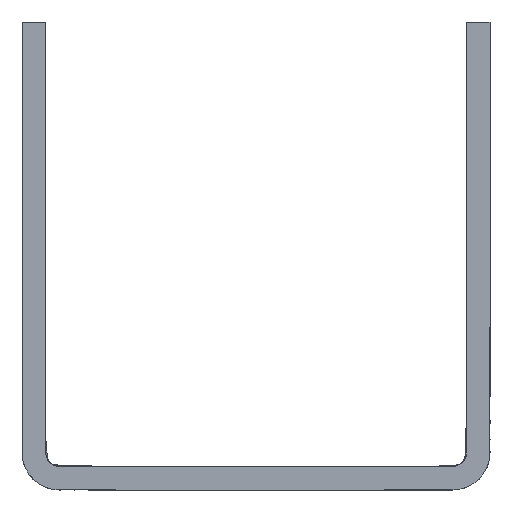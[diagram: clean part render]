
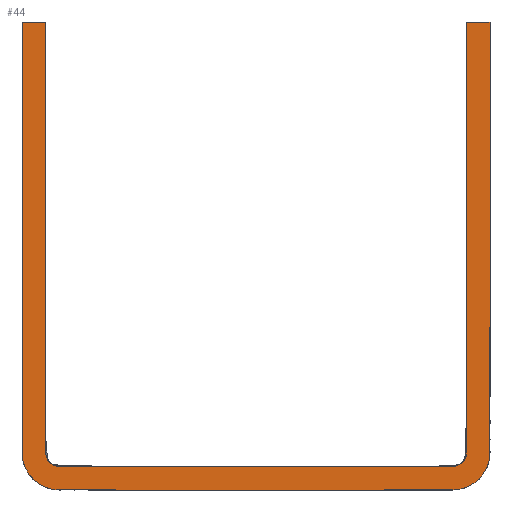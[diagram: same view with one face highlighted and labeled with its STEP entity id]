
A CAD part, front view. The second image highlights one B-rep face of the part: STEP entity #44.
In plain terms, the highlighted planar face has unit normal (0, -1, 0).
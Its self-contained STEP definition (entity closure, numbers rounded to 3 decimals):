
#44=ADVANCED_FACE('',(#446),#4856,.T.);
#446=FACE_OUTER_BOUND('',#848,.T.);
#848=EDGE_LOOP('',(#1733,#1734,#1735,#1736));
#1733=ORIENTED_EDGE('',*,*,#2698,.F.);
#1734=ORIENTED_EDGE('',*,*,#2700,.F.);
#1735=ORIENTED_EDGE('',*,*,#2697,.F.);
#1736=ORIENTED_EDGE('',*,*,#2699,.F.);
#2697=EDGE_CURVE('',#4306,#4307,#3769,.T.);
#2698=EDGE_CURVE('',#4308,#4305,#3770,.T.);
#2699=EDGE_CURVE('',#4305,#4306,#3501,.T.);
#2700=EDGE_CURVE('',#4307,#4308,#3502,.T.);
#3501=(
BOUNDED_CURVE()
B_SPLINE_CURVE(2,(#8505,#8506,#8507,#8508,#8509,#8510,#8511,#8512,#8513,
#8514,#8515),.UNSPECIFIED.,.F.,.F.)
B_SPLINE_CURVE_WITH_KNOTS((3,2,2,2,2,3),(0.,46.,52.283,94.283,
100.566,146.566),.UNSPECIFIED.)
CURVE()
GEOMETRIC_REPRESENTATION_ITEM()
RATIONAL_B_SPLINE_CURVE((1.,1.,1.,0.707,1.,1.,1.,0.707,
1.,1.,1.))
REPRESENTATION_ITEM('')
);
#3502=(
BOUNDED_CURVE()
B_SPLINE_CURVE(2,(#8516,#8517,#8518,#8519,#8520,#8521,#8522,#8523,#8524,
#8525,#8526),.UNSPECIFIED.,.F.,.F.)
B_SPLINE_CURVE_WITH_KNOTS((3,2,2,2,2,3),(0.,46.,48.356,90.356,
92.712,138.712),.UNSPECIFIED.)
CURVE()
GEOMETRIC_REPRESENTATION_ITEM()
RATIONAL_B_SPLINE_CURVE((1.,1.,1.,0.707,1.,1.,1.,0.707,
1.,1.,1.))
REPRESENTATION_ITEM('')
);
#3769=B_SPLINE_CURVE_WITH_KNOTS('',1,(#8501,#8502),.UNSPECIFIED.,.F.,.F.,
(2,2),(0.,2.5),.UNSPECIFIED.);
#3770=B_SPLINE_CURVE_WITH_KNOTS('',1,(#8503,#8504),.UNSPECIFIED.,.F.,.F.,
(2,2),(0.,2.5),.UNSPECIFIED.);
#4305=VERTEX_POINT('',#7965);
#4306=VERTEX_POINT('',#7966);
#4307=VERTEX_POINT('',#7967);
#4308=VERTEX_POINT('',#7968);
#4856=PLANE('',#5146);
#5146=AXIS2_PLACEMENT_3D('',#5684,#5285,$);
#5285=DIRECTION('',(0.,-1.,0.));
#5684=CARTESIAN_POINT('',(-31.203,0.,31.203));
#7965=CARTESIAN_POINT('',(25.,0.,25.));
#7966=CARTESIAN_POINT('',(-25.,0.,25.));
#7967=CARTESIAN_POINT('',(-22.5,0.,25.));
#7968=CARTESIAN_POINT('',(22.5,0.,25.));
#8501=CARTESIAN_POINT('',(-25.,0.,25.));
#8502=CARTESIAN_POINT('',(-22.5,0.,25.));
#8503=CARTESIAN_POINT('',(22.5,0.,25.));
#8504=CARTESIAN_POINT('',(25.,0.,25.));
#8505=CARTESIAN_POINT('',(25.,0.,25.));
#8506=CARTESIAN_POINT('',(25.,0.,2.));
#8507=CARTESIAN_POINT('',(25.,0.,-21.));
#8508=CARTESIAN_POINT('',(25.,0.,-25.));
#8509=CARTESIAN_POINT('',(21.,0.,-25.));
#8510=CARTESIAN_POINT('',(0.,0.,-25.));
#8511=CARTESIAN_POINT('',(-21.,0.,-25.));
#8512=CARTESIAN_POINT('',(-25.,0.,-25.));
#8513=CARTESIAN_POINT('',(-25.,0.,-21.));
#8514=CARTESIAN_POINT('',(-25.,0.,2.));
#8515=CARTESIAN_POINT('',(-25.,0.,25.));
#8516=CARTESIAN_POINT('',(-22.5,0.,25.));
#8517=CARTESIAN_POINT('',(-22.5,0.,2.));
#8518=CARTESIAN_POINT('',(-22.5,0.,-21.));
#8519=CARTESIAN_POINT('',(-22.5,0.,-22.5));
#8520=CARTESIAN_POINT('',(-21.,0.,-22.5));
#8521=CARTESIAN_POINT('',(0.,0.,-22.5));
#8522=CARTESIAN_POINT('',(21.,0.,-22.5));
#8523=CARTESIAN_POINT('',(22.5,0.,-22.5));
#8524=CARTESIAN_POINT('',(22.5,0.,-21.));
#8525=CARTESIAN_POINT('',(22.5,0.,2.));
#8526=CARTESIAN_POINT('',(22.5,0.,25.));
